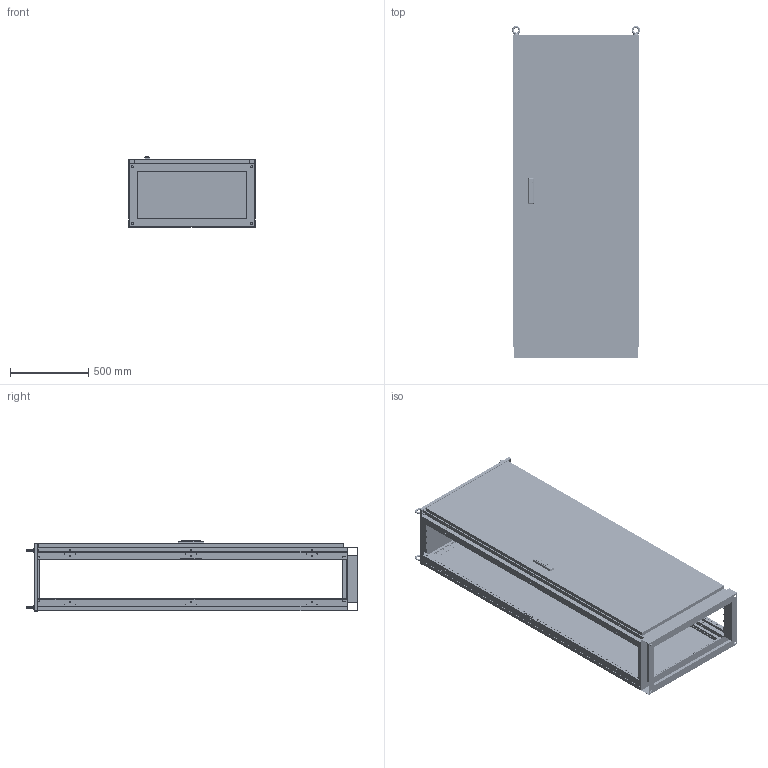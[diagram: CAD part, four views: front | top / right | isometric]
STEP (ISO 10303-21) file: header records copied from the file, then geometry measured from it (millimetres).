
FILE_DESCRIPTION (( 'STEP AP214' ), '1' );
FILE_NAME ('Êîðïóñ ìåòàëëè÷åñêèé ÊÑÐÌ 20.8.4-2.STEP', '2016-10-11T08:14:53', ( 'user' ), ( '' ), 'SwSTEP 2.0', 'SolidWorks 2014', '' );
FILE_SCHEMA (( 'AUTOMOTIVE_DESIGN' ));
Length unit declared in the file: millimetre
Products named in the file (3): Êîðïóñ ìåòàëëè÷åñêèé ÊÑÐÌ 20.8.4-2; 扻豵鵨 庍倢 20.8.4-2; ﾄ粢 ﾊﾑﾐﾌ 20.8
Assembly tree (2 placements, depth 2):
  Êîðïóñ ìåòàëëè÷åñêèé ÊÑÐÌ 20.8.4-2
    扻豵鵨 庍倢 20.8.4-2
    ﾄ粢 ﾊﾑﾐﾌ 20.8
Bounding box: 820 x 2126.5 x 449.5 mm (x, y, z)
Volume: 9387761.8 mm3; surface area: 11739966.5 mm2
Topology: 20 solids, 20 shells, 2918 faces, 8281 edges, 5418 vertices
Faces by surface type: cylinder 1850, plane 962, cone 78, torus 18, bspline 6, sphere 4
Entity records: 101206 total; most frequent: CARTESIAN_POINT 17932, DIRECTION 17745, ORIENTED_EDGE 16562, EDGE_CURVE 8281, AXIS2_PLACEMENT_3D 6711, VERTEX_POINT 5418, EDGE_LOOP 4555, LINE 4323
